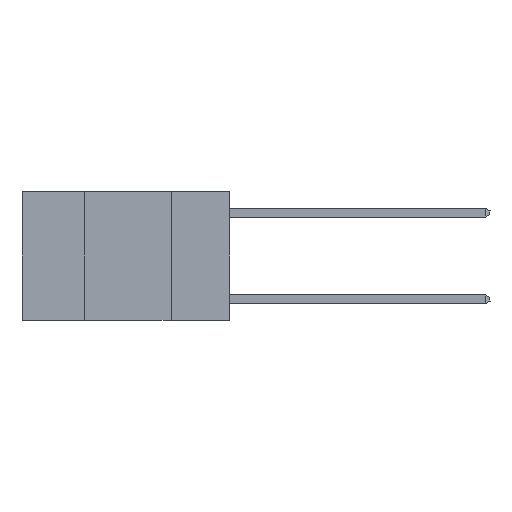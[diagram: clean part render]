
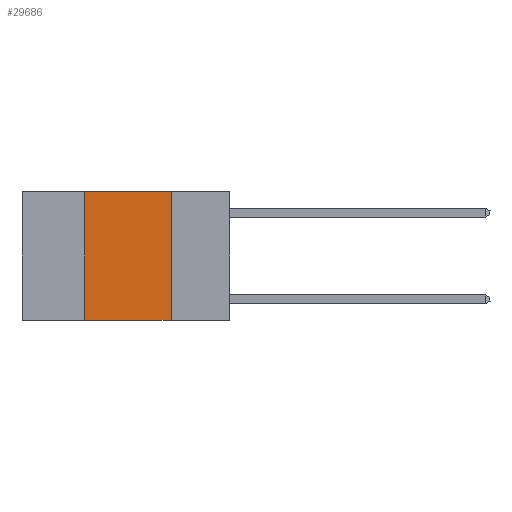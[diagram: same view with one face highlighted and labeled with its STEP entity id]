
A CAD part, left-side view. The second image highlights one B-rep face of the part: STEP entity #29686.
In plain terms, the highlighted planar face has unit normal (-1, 0, 0).
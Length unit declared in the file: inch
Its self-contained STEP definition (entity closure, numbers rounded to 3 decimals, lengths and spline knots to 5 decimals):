
#318 = LINE ( 'NONE', #5277, #10264 ) ;
#3353 = LINE ( 'NONE', #3499, #25054 ) ;
#3499 = CARTESIAN_POINT ( 'NONE',  ( 0., 0.6, -0.37 ) ) ;
#3705 = EDGE_CURVE ( 'NONE', #10455, #18344, #24305, .T. ) ;
#4063 = VERTEX_POINT ( 'NONE', #21119 ) ;
#5277 = CARTESIAN_POINT ( 'NONE',  ( 0., 0.6, 0. ) ) ;
#5361 = CARTESIAN_POINT ( 'NONE',  ( 0., 0.6, 0. ) ) ;
#6043 = CARTESIAN_POINT ( 'NONE',  ( 0., 0.17, -0.37 ) ) ;
#6182 = CARTESIAN_POINT ( 'NONE',  ( 0., 0.17, 0. ) ) ;
#6805 = ORIENTED_EDGE ( 'NONE', *, *, #23678, .F. ) ;
#6876 = LINE ( 'NONE', #6182, #20448 ) ;
#7669 = ORIENTED_EDGE ( 'NONE', *, *, #3705, .F. ) ;
#9527 = DIRECTION ( 'NONE',  ( 0., -1., 0. ) ) ;
#10264 = VECTOR ( 'NONE', #9527, 39.37008 ) ;
#10455 = VERTEX_POINT ( 'NONE', #25743 ) ;
#12442 = AXIS2_PLACEMENT_3D ( 'NONE', #5361, #25786, #12603 ) ;
#12603 = DIRECTION ( 'NONE',  ( 0., 0., -1. ) ) ;
#15427 = DIRECTION ( 'NONE',  ( 0., -1., 0. ) ) ;
#15456 = EDGE_CURVE ( 'NONE', #10455, #16553, #3353, .T. ) ;
#16553 = VERTEX_POINT ( 'NONE', #6043 ) ;
#17587 = EDGE_LOOP ( 'NONE', ( #25047, #6805, #7669, #29555 ) ) ;
#18344 = VERTEX_POINT ( 'NONE', #21747 ) ;
#18535 = DIRECTION ( 'NONE',  ( 0., 0., -1. ) ) ;
#20448 = VECTOR ( 'NONE', #18535, 39.37008 ) ;
#21119 = CARTESIAN_POINT ( 'NONE',  ( 0., 0.17, 0. ) ) ;
#21747 = CARTESIAN_POINT ( 'NONE',  ( 0., 0.42, 0. ) ) ;
#23678 = EDGE_CURVE ( 'NONE', #18344, #4063, #318, .T. ) ;
#23971 = PLANE ( 'NONE',  #12442 ) ;
#24305 = LINE ( 'NONE', #29271, #27784 ) ;
#25047 = ORIENTED_EDGE ( 'NONE', *, *, #25107, .F. ) ;
#25054 = VECTOR ( 'NONE', #15427, 39.37008 ) ;
#25107 = EDGE_CURVE ( 'NONE', #4063, #16553, #6876, .T. ) ;
#25743 = CARTESIAN_POINT ( 'NONE',  ( 0., 0.42, -0.37 ) ) ;
#25786 = DIRECTION ( 'NONE',  ( 1., 0., 0. ) ) ;
#26434 = DIRECTION ( 'NONE',  ( 0., 0., 1. ) ) ;
#27784 = VECTOR ( 'NONE', #26434, 39.37008 ) ;
#28352 = FACE_OUTER_BOUND ( 'NONE', #17587, .T. ) ;
#29271 = CARTESIAN_POINT ( 'NONE',  ( 0., 0.42, 0. ) ) ;
#29555 = ORIENTED_EDGE ( 'NONE', *, *, #15456, .T. ) ;
#29686 = ADVANCED_FACE ( 'NONE', ( #28352 ), #23971, .F. ) ;
